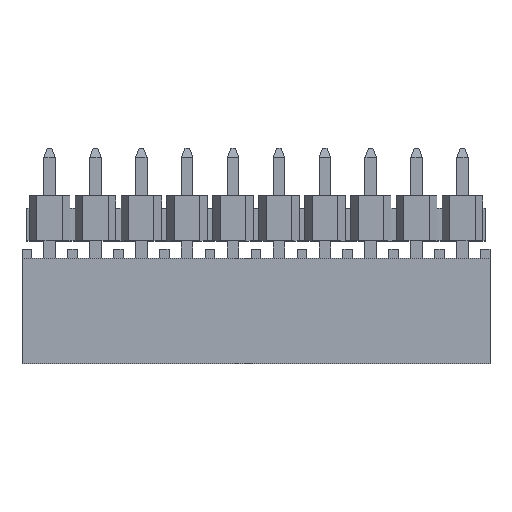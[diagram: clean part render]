
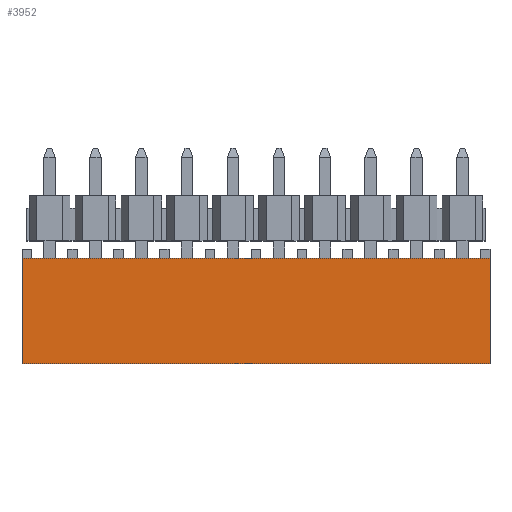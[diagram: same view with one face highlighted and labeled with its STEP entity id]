
A CAD part, top view. The second image highlights one B-rep face of the part: STEP entity #3952.
In plain terms, the highlighted planar face has unit normal (0, 0, 1).
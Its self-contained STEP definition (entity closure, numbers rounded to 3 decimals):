
#53=CARTESIAN_POINT('',(6.605,-0.5,2.54));
#54=VERTEX_POINT('',#53);
#61=CARTESIAN_POINT('',(6.605,-6.35,2.54));
#62=VERTEX_POINT('',#61);
#63=CARTESIAN_POINT('',(6.605,-0.5,2.54));
#64=DIRECTION('',(0.,-1.,0.));
#65=VECTOR('',#64,5.85);
#66=LINE('',#63,#65);
#67=EDGE_CURVE('',#54,#62,#66,.T.);
#1699=CARTESIAN_POINT('',(-19.305,-6.35,2.54));
#1700=VERTEX_POINT('',#1699);
#1701=CARTESIAN_POINT('',(6.605,-6.35,2.54));
#1702=DIRECTION('',(-1.,0.,0.));
#1703=VECTOR('',#1702,25.91);
#1704=LINE('',#1701,#1703);
#1705=EDGE_CURVE('',#62,#1700,#1704,.T.);
#2903=CARTESIAN_POINT('',(-19.305,-0.5,2.54));
#2904=VERTEX_POINT('',#2903);
#2911=CARTESIAN_POINT('',(-19.305,-0.5,2.54));
#2912=DIRECTION('',(1.,0.,0.));
#2913=VECTOR('',#2912,25.91);
#2914=LINE('',#2911,#2913);
#2915=EDGE_CURVE('',#2904,#54,#2914,.T.);
#3936=CARTESIAN_POINT('',(-6.35,-3.425,2.54));
#3937=DIRECTION('',(-1.,0.,0.));
#3938=DIRECTION('',(0.,0.,1.));
#3939=AXIS2_PLACEMENT_3D('',#3936,#3938,#3937);
#3940=PLANE('',#3939);
#3941=CARTESIAN_POINT('',(-19.305,-0.5,2.54));
#3942=DIRECTION('',(0.,-1.,0.));
#3943=VECTOR('',#3942,5.85);
#3944=LINE('',#3941,#3943);
#3945=EDGE_CURVE('',#2904,#1700,#3944,.T.);
#3946=ORIENTED_EDGE('',*,*,#3945,.T.);
#3947=ORIENTED_EDGE('',*,*,#1705,.F.);
#3948=ORIENTED_EDGE('',*,*,#67,.F.);
#3949=ORIENTED_EDGE('',*,*,#2915,.F.);
#3950=EDGE_LOOP('',(#3946,#3947,#3948,#3949));
#3951=FACE_OUTER_BOUND('',#3950,.T.);
#3952=ADVANCED_FACE('',(#3951),#3940,.T.);
